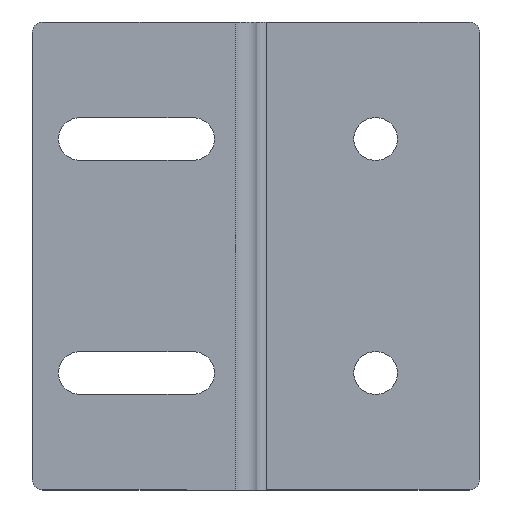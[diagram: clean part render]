
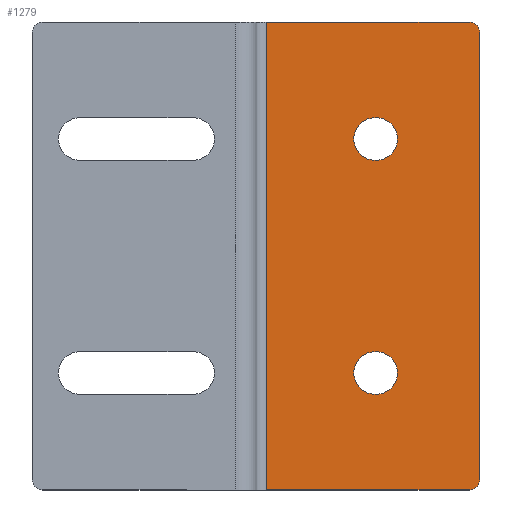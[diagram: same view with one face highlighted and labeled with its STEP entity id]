
A CAD part, left-side view. The second image highlights one B-rep face of the part: STEP entity #1279.
In plain terms, the highlighted planar face has unit normal (-1, 0, 0).
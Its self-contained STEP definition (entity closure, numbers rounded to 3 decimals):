
#4 = CARTESIAN_POINT ( 'NONE',  ( -2., -25.1, 67.5 ) ) ;
#23 = VERTEX_POINT ( 'NONE', #551 ) ;
#36 = CIRCLE ( 'NONE', #591, 2. ) ;
#44 = FACE_BOUND ( 'NONE', #174, .T. ) ;
#54 = EDGE_CURVE ( 'NONE', #559, #498, #1340, .T. ) ;
#55 = LINE ( 'NONE', #301, #1016 ) ;
#62 = VECTOR ( 'NONE', #246, 1000. ) ;
#76 = LINE ( 'NONE', #1414, #386 ) ;
#84 = DIRECTION ( 'NONE',  ( -1., 0., 0. ) ) ;
#92 = AXIS2_PLACEMENT_3D ( 'NONE', #769, #244, #103 ) ;
#103 = DIRECTION ( 'NONE',  ( 0., -1., 0. ) ) ;
#110 = DIRECTION ( 'NONE',  ( 0., -1., 0. ) ) ;
#111 = VECTOR ( 'NONE', #446, 1000. ) ;
#119 = ORIENTED_EDGE ( 'NONE', *, *, #330, .T. ) ;
#121 = CARTESIAN_POINT ( 'NONE',  ( -2., 0., 26.6 ) ) ;
#132 = VERTEX_POINT ( 'NONE', #254 ) ;
#141 = ORIENTED_EDGE ( 'NONE', *, *, #1133, .F. ) ;
#144 = CARTESIAN_POINT ( 'NONE',  ( -2., -4., 45. ) ) ;
#146 = CARTESIAN_POINT ( 'NONE',  ( -2., 0., 45. ) ) ;
#174 = EDGE_LOOP ( 'NONE', ( #141, #494, #183, #177, #1051 ) ) ;
#177 = ORIENTED_EDGE ( 'NONE', *, *, #536, .F. ) ;
#183 = ORIENTED_EDGE ( 'NONE', *, *, #54, .F. ) ;
#191 = EDGE_CURVE ( 'NONE', #1287, #732, #761, .T. ) ;
#204 = VERTEX_POINT ( 'NONE', #678 ) ;
#207 = CARTESIAN_POINT ( 'NONE',  ( -2., -43., 88. ) ) ;
#224 = LINE ( 'NONE', #680, #1039 ) ;
#230 = AXIS2_PLACEMENT_3D ( 'NONE', #298, #757, #1093 ) ;
#244 = DIRECTION ( 'NONE',  ( -1., 0., 0. ) ) ;
#246 = DIRECTION ( 'NONE',  ( 0., 1., 0. ) ) ;
#253 = LINE ( 'NONE', #121, #483 ) ;
#254 = CARTESIAN_POINT ( 'NONE',  ( -2., -45., 2. ) ) ;
#272 = VERTEX_POINT ( 'NONE', #1290 ) ;
#284 = VECTOR ( 'NONE', #1331, 1000. ) ;
#289 = VERTEX_POINT ( 'NONE', #1184 ) ;
#291 = CARTESIAN_POINT ( 'NONE',  ( -2., -25.1, 71.6 ) ) ;
#298 = CARTESIAN_POINT ( 'NONE',  ( -2., -25.1, 22.5 ) ) ;
#301 = CARTESIAN_POINT ( 'NONE',  ( -2., 0., 71.6 ) ) ;
#304 = ORIENTED_EDGE ( 'NONE', *, *, #337, .T. ) ;
#320 = ORIENTED_EDGE ( 'NONE', *, *, #1261, .T. ) ;
#326 = ORIENTED_EDGE ( 'NONE', *, *, #611, .F. ) ;
#330 = EDGE_CURVE ( 'NONE', #204, #1287, #36, .T. ) ;
#332 = AXIS2_PLACEMENT_3D ( 'NONE', #146, #707, #726 ) ;
#337 = EDGE_CURVE ( 'NONE', #839, #524, #917, .T. ) ;
#342 = EDGE_CURVE ( 'NONE', #1096, #289, #76, .T. ) ;
#370 = EDGE_CURVE ( 'NONE', #272, #489, #474, .T. ) ;
#371 = DIRECTION ( 'NONE',  ( 0., -1., 0. ) ) ;
#373 = FACE_BOUND ( 'NONE', #505, .T. ) ;
#386 = VECTOR ( 'NONE', #529, 1000. ) ;
#410 = AXIS2_PLACEMENT_3D ( 'NONE', #1012, #454, #1323 ) ;
#419 = DIRECTION ( 'NONE',  ( 1., 0., 0. ) ) ;
#429 = DIRECTION ( 'NONE',  ( 0., 1., 0. ) ) ;
#446 = DIRECTION ( 'NONE',  ( 0., 0., 1. ) ) ;
#448 = CARTESIAN_POINT ( 'NONE',  ( -2., -25.1, 63.4 ) ) ;
#454 = DIRECTION ( 'NONE',  ( -1., 0., 0. ) ) ;
#463 = EDGE_CURVE ( 'NONE', #1404, #23, #669, .T. ) ;
#474 = CIRCLE ( 'NONE', #230, 4.1 ) ;
#483 = VECTOR ( 'NONE', #371, 1000. ) ;
#489 = VERTEX_POINT ( 'NONE', #1306 ) ;
#494 = ORIENTED_EDGE ( 'NONE', *, *, #1066, .F. ) ;
#498 = VERTEX_POINT ( 'NONE', #1296 ) ;
#505 = EDGE_LOOP ( 'NONE', ( #838, #304, #1298, #320, #695 ) ) ;
#507 = AXIS2_PLACEMENT_3D ( 'NONE', #548, #525, #429 ) ;
#524 = VERTEX_POINT ( 'NONE', #977 ) ;
#525 = DIRECTION ( 'NONE',  ( -1., 0., 0. ) ) ;
#529 = DIRECTION ( 'NONE',  ( 0., 1., 0. ) ) ;
#536 = EDGE_CURVE ( 'NONE', #23, #559, #224, .T. ) ;
#548 = CARTESIAN_POINT ( 'NONE',  ( -2., -24.9, 67.5 ) ) ;
#551 = CARTESIAN_POINT ( 'NONE',  ( -2., -24.9, 63.4 ) ) ;
#559 = VERTEX_POINT ( 'NONE', #448 ) ;
#565 = LINE ( 'NONE', #662, #284 ) ;
#591 = AXIS2_PLACEMENT_3D ( 'NONE', #207, #84, #1423 ) ;
#606 = EDGE_LOOP ( 'NONE', ( #1397, #1211, #326, #119, #1069, #807 ) ) ;
#611 = EDGE_CURVE ( 'NONE', #204, #132, #1266, .T. ) ;
#636 = VERTEX_POINT ( 'NONE', #291 ) ;
#662 = CARTESIAN_POINT ( 'NONE',  ( -2., 0., 18.4 ) ) ;
#669 = CIRCLE ( 'NONE', #507, 4.1 ) ;
#678 = CARTESIAN_POINT ( 'NONE',  ( -2., -45., 88. ) ) ;
#680 = CARTESIAN_POINT ( 'NONE',  ( -2., 0., 63.4 ) ) ;
#695 = ORIENTED_EDGE ( 'NONE', *, *, #370, .T. ) ;
#707 = DIRECTION ( 'NONE',  ( -1., 0., 0. ) ) ;
#713 = CARTESIAN_POINT ( 'NONE',  ( -2., -43., 0. ) ) ;
#726 = DIRECTION ( 'NONE',  ( 0., -1., 0. ) ) ;
#732 = VERTEX_POINT ( 'NONE', #1285 ) ;
#738 = CARTESIAN_POINT ( 'NONE',  ( -2., -24.9, 71.6 ) ) ;
#748 = DIRECTION ( 'NONE',  ( 0., 1., 0. ) ) ;
#757 = DIRECTION ( 'NONE',  ( 1., 0., 0. ) ) ;
#761 = LINE ( 'NONE', #1238, #62 ) ;
#769 = CARTESIAN_POINT ( 'NONE',  ( -2., -43., 2. ) ) ;
#807 = ORIENTED_EDGE ( 'NONE', *, *, #898, .F. ) ;
#811 = DIRECTION ( 'NONE',  ( 1., 0., 0. ) ) ;
#836 = PLANE ( 'NONE',  #332 ) ;
#838 = ORIENTED_EDGE ( 'NONE', *, *, #1035, .T. ) ;
#839 = VERTEX_POINT ( 'NONE', #1377 ) ;
#898 = EDGE_CURVE ( 'NONE', #289, #732, #1122, .T. ) ;
#917 = CIRCLE ( 'NONE', #1366, 4.1 ) ;
#924 = VECTOR ( 'NONE', #1381, 1000. ) ;
#932 = CARTESIAN_POINT ( 'NONE',  ( -2., -45., 45. ) ) ;
#943 = FACE_OUTER_BOUND ( 'NONE', #606, .T. ) ;
#954 = EDGE_CURVE ( 'NONE', #524, #1264, #253, .T. ) ;
#959 = CARTESIAN_POINT ( 'NONE',  ( -2., -24.9, 22.5 ) ) ;
#977 = CARTESIAN_POINT ( 'NONE',  ( -2., -24.9, 26.6 ) ) ;
#1001 = AXIS2_PLACEMENT_3D ( 'NONE', #1041, #811, #1162 ) ;
#1003 = DIRECTION ( 'NONE',  ( -1., 0., 0. ) ) ;
#1012 = CARTESIAN_POINT ( 'NONE',  ( -2., -25.1, 67.5 ) ) ;
#1016 = VECTOR ( 'NONE', #1392, 1000. ) ;
#1017 = EDGE_CURVE ( 'NONE', #1096, #132, #1252, .T. ) ;
#1035 = EDGE_CURVE ( 'NONE', #489, #839, #565, .T. ) ;
#1039 = VECTOR ( 'NONE', #110, 1000. ) ;
#1041 = CARTESIAN_POINT ( 'NONE',  ( -2., -25.1, 22.5 ) ) ;
#1051 = ORIENTED_EDGE ( 'NONE', *, *, #463, .F. ) ;
#1066 = EDGE_CURVE ( 'NONE', #498, #636, #1302, .T. ) ;
#1069 = ORIENTED_EDGE ( 'NONE', *, *, #191, .T. ) ;
#1093 = DIRECTION ( 'NONE',  ( 0., 1., 0. ) ) ;
#1096 = VERTEX_POINT ( 'NONE', #713 ) ;
#1122 = LINE ( 'NONE', #144, #111 ) ;
#1133 = EDGE_CURVE ( 'NONE', #636, #1404, #55, .T. ) ;
#1150 = CARTESIAN_POINT ( 'NONE',  ( -2., -43., 90. ) ) ;
#1157 = CIRCLE ( 'NONE', #1001, 4.1 ) ;
#1162 = DIRECTION ( 'NONE',  ( 0., 1., 0. ) ) ;
#1184 = CARTESIAN_POINT ( 'NONE',  ( -2., -4., 0. ) ) ;
#1211 = ORIENTED_EDGE ( 'NONE', *, *, #1017, .T. ) ;
#1220 = DIRECTION ( 'NONE',  ( 0., 1., 0. ) ) ;
#1238 = CARTESIAN_POINT ( 'NONE',  ( -2., 0., 90. ) ) ;
#1252 = CIRCLE ( 'NONE', #92, 2. ) ;
#1257 = CARTESIAN_POINT ( 'NONE',  ( -2., -25.1, 26.6 ) ) ;
#1261 = EDGE_CURVE ( 'NONE', #1264, #272, #1157, .T. ) ;
#1264 = VERTEX_POINT ( 'NONE', #1257 ) ;
#1266 = LINE ( 'NONE', #932, #924 ) ;
#1275 = AXIS2_PLACEMENT_3D ( 'NONE', #4, #1003, #1220 ) ;
#1279 = ADVANCED_FACE ( 'NONE', ( #373, #943, #44 ), #836, .T. ) ;
#1285 = CARTESIAN_POINT ( 'NONE',  ( -2., -4., 90. ) ) ;
#1287 = VERTEX_POINT ( 'NONE', #1150 ) ;
#1290 = CARTESIAN_POINT ( 'NONE',  ( -2., -29.2, 22.5 ) ) ;
#1296 = CARTESIAN_POINT ( 'NONE',  ( -2., -29.2, 67.5 ) ) ;
#1298 = ORIENTED_EDGE ( 'NONE', *, *, #954, .T. ) ;
#1302 = CIRCLE ( 'NONE', #410, 4.1 ) ;
#1306 = CARTESIAN_POINT ( 'NONE',  ( -2., -25.1, 18.4 ) ) ;
#1323 = DIRECTION ( 'NONE',  ( 0., 1., 0. ) ) ;
#1331 = DIRECTION ( 'NONE',  ( 0., 1., 0. ) ) ;
#1340 = CIRCLE ( 'NONE', #1275, 4.1 ) ;
#1366 = AXIS2_PLACEMENT_3D ( 'NONE', #959, #419, #748 ) ;
#1377 = CARTESIAN_POINT ( 'NONE',  ( -2., -24.9, 18.4 ) ) ;
#1381 = DIRECTION ( 'NONE',  ( 0., 0., -1. ) ) ;
#1392 = DIRECTION ( 'NONE',  ( 0., 1., 0. ) ) ;
#1397 = ORIENTED_EDGE ( 'NONE', *, *, #342, .F. ) ;
#1404 = VERTEX_POINT ( 'NONE', #738 ) ;
#1414 = CARTESIAN_POINT ( 'NONE',  ( -2., 0., 0. ) ) ;
#1423 = DIRECTION ( 'NONE',  ( 0., -1., 0. ) ) ;
